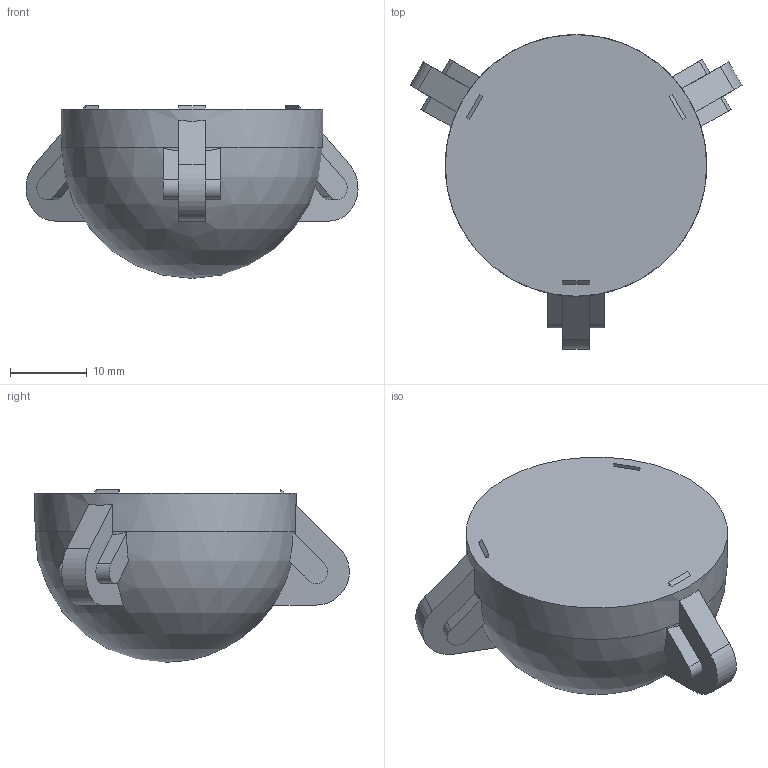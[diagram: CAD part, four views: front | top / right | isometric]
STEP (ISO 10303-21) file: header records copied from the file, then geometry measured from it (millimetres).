
FILE_DESCRIPTION(('FreeCAD Model'),'2;1');
FILE_NAME('trackball_socket_cutter_34mm.step','2021-08-17T20:22:37',('Author'),(''), 'Open CASCADE STEP processor 7.2','FreeCAD','Unknown');
FILE_SCHEMA(('AUTOMOTIVE_DESIGN { 1 0 10303 214 1 1 1 1 }'));
Length unit declared in the file: millimetre
Products named in the file (1): Trackball_Cutter
Bounding box: 43.15 x 40.9 x 22.45 mm (x, y, z)
Volume: 15771.7 mm3; surface area: 3924.5 mm2
Topology: 1 solids, 1 shells, 54 faces, 150 edges, 100 vertices
Faces by surface type: plane 43, cylinder 10, sphere 1
Full cylindrical faces by diameter (mm): 34 x1
Entity records: 3942 total; most frequent: CARTESIAN_POINT 934, DIRECTION 574, ORIENTED_EDGE 298, PCURVE 298, DEFINITIONAL_REPRESENTATION 298, LINE 295, VECTOR 295, EDGE_CURVE 149
